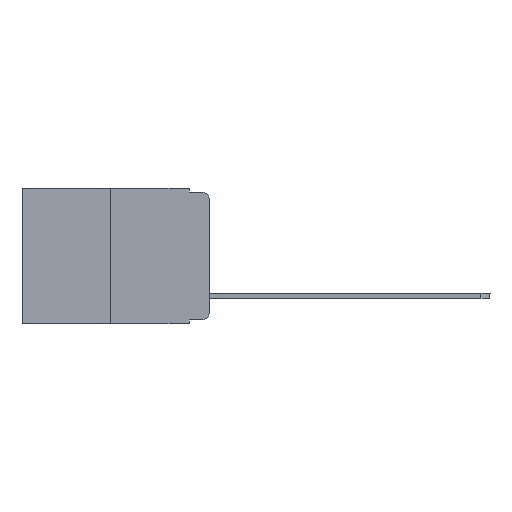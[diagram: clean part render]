
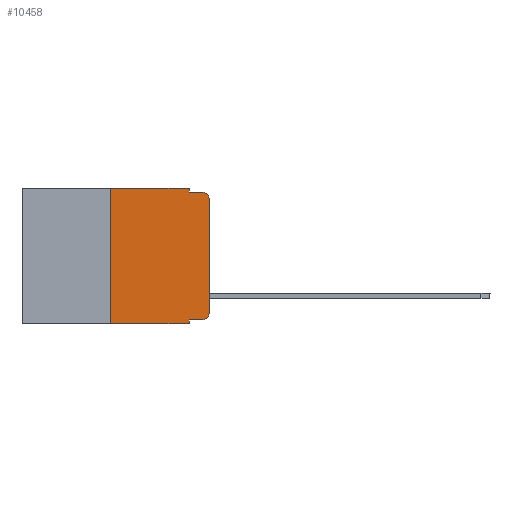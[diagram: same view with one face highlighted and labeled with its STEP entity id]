
A CAD part, left-side view. The second image highlights one B-rep face of the part: STEP entity #10458.
In plain terms, the highlighted planar face has unit normal (-1, 0, 0).
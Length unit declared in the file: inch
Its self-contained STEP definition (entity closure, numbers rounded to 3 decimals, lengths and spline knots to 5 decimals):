
#303 = VERTEX_POINT ( 'NONE', #5210 ) ;
#358 = CARTESIAN_POINT ( 'NONE',  ( 0., 0.051, -0.343 ) ) ;
#794 = DIRECTION ( 'NONE',  ( 0., -1., 0. ) ) ;
#860 = ORIENTED_EDGE ( 'NONE', *, *, #1318, .F. ) ;
#935 = CARTESIAN_POINT ( 'NONE',  ( 0., 0.051, 0. ) ) ;
#1046 = CARTESIAN_POINT ( 'NONE',  ( 0., 0.25, 0. ) ) ;
#1318 = EDGE_CURVE ( 'NONE', #15447, #6541, #2467, .T. ) ;
#1347 = CARTESIAN_POINT ( 'NONE',  ( 0., 0.25, -0.343 ) ) ;
#1423 = EDGE_CURVE ( 'NONE', #16506, #10828, #6413, .T. ) ;
#1440 = AXIS2_PLACEMENT_3D ( 'NONE', #5827, #16542, #11316 ) ;
#1623 = CARTESIAN_POINT ( 'NONE',  ( 0., 0.02, -0.03 ) ) ;
#1775 = EDGE_CURVE ( 'NONE', #303, #16506, #7208, .T. ) ;
#2138 = CARTESIAN_POINT ( 'NONE',  ( 0., 0.25, 0. ) ) ;
#2323 = ORIENTED_EDGE ( 'NONE', *, *, #10955, .F. ) ;
#2467 = LINE ( 'NONE', #935, #4535 ) ;
#2638 = CARTESIAN_POINT ( 'NONE',  ( 0., 0., 0. ) ) ;
#2900 = EDGE_CURVE ( 'NONE', #12258, #15447, #14689, .T. ) ;
#2939 = DIRECTION ( 'NONE',  ( 0., 0., -1. ) ) ;
#2991 = CARTESIAN_POINT ( 'NONE',  ( 0., 0.051, 0. ) ) ;
#3002 = VERTEX_POINT ( 'NONE', #14770 ) ;
#3410 = EDGE_CURVE ( 'NONE', #10828, #7670, #16759, .T. ) ;
#3581 = DIRECTION ( 'NONE',  ( 0., 0., 1. ) ) ;
#3637 = EDGE_CURVE ( 'NONE', #3002, #303, #9600, .T. ) ;
#3788 = LINE ( 'NONE', #2138, #16149 ) ;
#3914 = VECTOR ( 'NONE', #15958, 39.37008 ) ;
#4535 = VECTOR ( 'NONE', #12984, 39.37008 ) ;
#4874 = CARTESIAN_POINT ( 'NONE',  ( 0., 0.473, 0. ) ) ;
#5210 = CARTESIAN_POINT ( 'NONE',  ( 0., 0.02, -0.333 ) ) ;
#5689 = DIRECTION ( 'NONE',  ( 0., 0., -1. ) ) ;
#5827 = CARTESIAN_POINT ( 'NONE',  ( 0., 0.473, 0. ) ) ;
#5852 = LINE ( 'NONE', #2991, #12130 ) ;
#5904 = CARTESIAN_POINT ( 'NONE',  ( 0., 0.473, -0.343 ) ) ;
#5921 = CARTESIAN_POINT ( 'NONE',  ( 0., 0., -0.03 ) ) ;
#6217 = CARTESIAN_POINT ( 'NONE',  ( 0., 0.051, -0.01 ) ) ;
#6413 = LINE ( 'NONE', #2638, #3914 ) ;
#6541 = VERTEX_POINT ( 'NONE', #13113 ) ;
#7083 = DIRECTION ( 'NONE',  ( 0., -1., 0. ) ) ;
#7208 = CIRCLE ( 'NONE', #13599, 0.02 ) ;
#7213 = PLANE ( 'NONE',  #1440 ) ;
#7670 = VERTEX_POINT ( 'NONE', #9713 ) ;
#8184 = ORIENTED_EDGE ( 'NONE', *, *, #13854, .F. ) ;
#8419 = ORIENTED_EDGE ( 'NONE', *, *, #1423, .T. ) ;
#9179 = VECTOR ( 'NONE', #794, 39.37008 ) ;
#9600 = LINE ( 'NONE', #10025, #9179 ) ;
#9688 = LINE ( 'NONE', #5904, #14960 ) ;
#9713 = CARTESIAN_POINT ( 'NONE',  ( 0., 0.02, -0.01 ) ) ;
#9940 = CARTESIAN_POINT ( 'NONE',  ( 0., 0.02, -0.313 ) ) ;
#10025 = CARTESIAN_POINT ( 'NONE',  ( 0., 0.051, -0.333 ) ) ;
#10130 = ORIENTED_EDGE ( 'NONE', *, *, #3410, .T. ) ;
#10365 = ORIENTED_EDGE ( 'NONE', *, *, #2900, .F. ) ;
#10458 = ADVANCED_FACE ( 'NONE', ( #15527 ), #7213, .F. ) ;
#10828 = VERTEX_POINT ( 'NONE', #5921 ) ;
#10955 = EDGE_CURVE ( 'NONE', #14504, #12258, #3788, .T. ) ;
#10996 = LINE ( 'NONE', #6217, #13735 ) ;
#11078 = EDGE_CURVE ( 'NONE', #3002, #14528, #5852, .T. ) ;
#11099 = VECTOR ( 'NONE', #17115, 39.37008 ) ;
#11316 = DIRECTION ( 'NONE',  ( 0., 0., -1. ) ) ;
#12130 = VECTOR ( 'NONE', #2939, 39.37008 ) ;
#12198 = DIRECTION ( 'NONE',  ( -1., 0., 0. ) ) ;
#12258 = VERTEX_POINT ( 'NONE', #1046 ) ;
#12921 = CARTESIAN_POINT ( 'NONE',  ( 0., 0., -0.313 ) ) ;
#12984 = DIRECTION ( 'NONE',  ( 0., 0., -1. ) ) ;
#13113 = CARTESIAN_POINT ( 'NONE',  ( 0., 0.051, -0.01 ) ) ;
#13599 = AXIS2_PLACEMENT_3D ( 'NONE', #9940, #16457, #5689 ) ;
#13669 = DIRECTION ( 'NONE',  ( 0., 0., -1. ) ) ;
#13735 = VECTOR ( 'NONE', #7083, 39.37008 ) ;
#13854 = EDGE_CURVE ( 'NONE', #6541, #7670, #10996, .T. ) ;
#14199 = ORIENTED_EDGE ( 'NONE', *, *, #1775, .T. ) ;
#14303 = AXIS2_PLACEMENT_3D ( 'NONE', #1623, #12198, #13669 ) ;
#14504 = VERTEX_POINT ( 'NONE', #1347 ) ;
#14528 = VERTEX_POINT ( 'NONE', #358 ) ;
#14689 = LINE ( 'NONE', #4874, #11099 ) ;
#14770 = CARTESIAN_POINT ( 'NONE',  ( 0., 0.051, -0.333 ) ) ;
#14960 = VECTOR ( 'NONE', #16508, 39.37008 ) ;
#15447 = VERTEX_POINT ( 'NONE', #17355 ) ;
#15527 = FACE_OUTER_BOUND ( 'NONE', #16068, .T. ) ;
#15692 = ORIENTED_EDGE ( 'NONE', *, *, #16441, .T. ) ;
#15958 = DIRECTION ( 'NONE',  ( 0., 0., 1. ) ) ;
#16068 = EDGE_LOOP ( 'NONE', ( #8419, #10130, #8184, #860, #10365, #2323, #15692, #17208, #16663, #14199 ) ) ;
#16149 = VECTOR ( 'NONE', #3581, 39.37008 ) ;
#16441 = EDGE_CURVE ( 'NONE', #14504, #14528, #9688, .T. ) ;
#16457 = DIRECTION ( 'NONE',  ( -1., 0., 0. ) ) ;
#16506 = VERTEX_POINT ( 'NONE', #12921 ) ;
#16508 = DIRECTION ( 'NONE',  ( 0., -1., 0. ) ) ;
#16542 = DIRECTION ( 'NONE',  ( 1., 0., 0. ) ) ;
#16663 = ORIENTED_EDGE ( 'NONE', *, *, #3637, .T. ) ;
#16759 = CIRCLE ( 'NONE', #14303, 0.02 ) ;
#17115 = DIRECTION ( 'NONE',  ( 0., -1., 0. ) ) ;
#17208 = ORIENTED_EDGE ( 'NONE', *, *, #11078, .F. ) ;
#17355 = CARTESIAN_POINT ( 'NONE',  ( 0., 0.051, 0. ) ) ;
